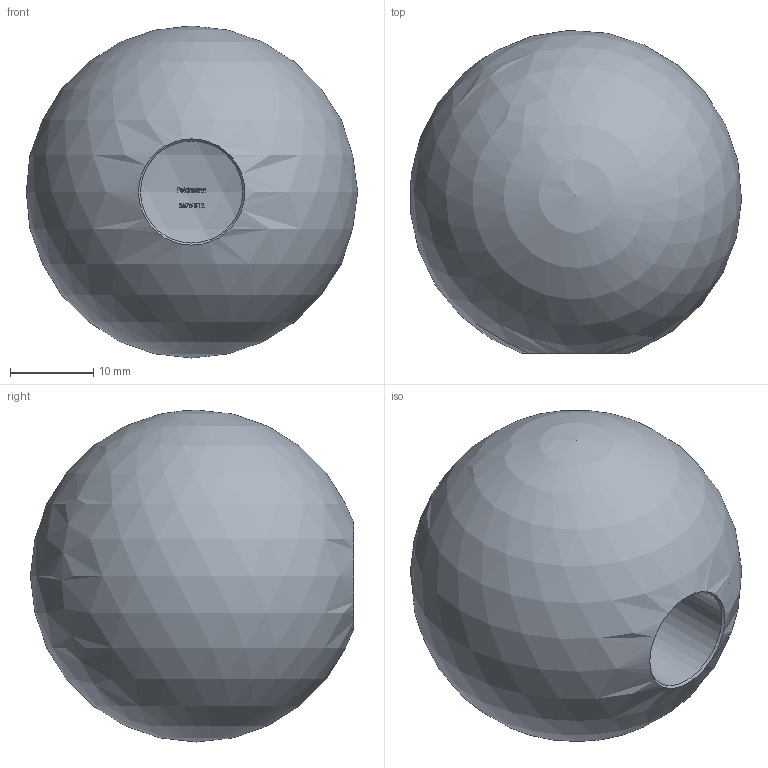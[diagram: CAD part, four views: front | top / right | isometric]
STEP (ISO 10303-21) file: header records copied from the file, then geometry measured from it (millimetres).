
FILE_DESCRIPTION (( 'STEP AP203' ), '1' );
FILE_NAME ('3575-S12.step', '2020-02-03T15:36:02', ( '' ), ( '' ), 'SwSTEP 2.0', 'SolidWorks 2015', '' );
FILE_SCHEMA (( 'CONFIG_CONTROL_DESIGN' ));
Length unit declared in the file: millimetre
Products named in the file (2): 3575-S12
Bounding box: 39.9 x 38.93 x 40 mm (x, y, z)
Volume: 30717.8 mm3; surface area: 5755.2 mm2
Topology: 1 solids, 17 shells, 231 faces, 584 edges, 389 vertices
Faces by surface type: bspline 99, plane 93, cone 37, cylinder 1, sphere 1
Full cylindrical faces by diameter (mm): 12.3 x1
Entity records: 10816 total; most frequent: CARTESIAN_POINT 6265, ORIENTED_EDGE 1158, EDGE_CURVE 579, DIRECTION 456, VERTEX_POINT 387, B_SPLINE_CURVE_WITH_KNOTS 362, EDGE_LOOP 236, FACE_OUTER_BOUND 216
